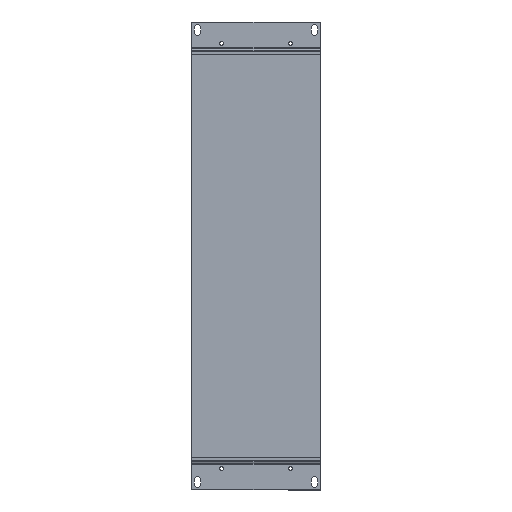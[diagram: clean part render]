
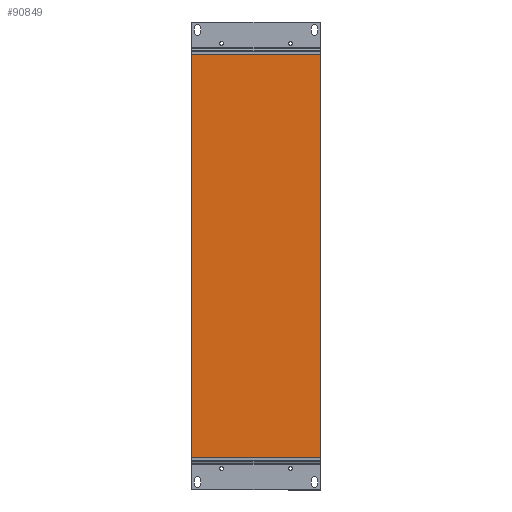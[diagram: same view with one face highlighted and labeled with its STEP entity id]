
A CAD part, left-side view. The second image highlights one B-rep face of the part: STEP entity #90849.
In plain terms, the highlighted planar face has unit normal (-1, 0, 0).
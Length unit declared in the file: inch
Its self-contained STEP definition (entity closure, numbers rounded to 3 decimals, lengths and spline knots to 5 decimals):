
#539 = VECTOR ( 'NONE', #28367, 39.37008 ) ;
#2170 = DIRECTION ( 'NONE',  ( 0., 0., -1. ) ) ;
#4187 = ORIENTED_EDGE ( 'NONE', *, *, #48918, .T. ) ;
#4911 = ORIENTED_EDGE ( 'NONE', *, *, #73857, .T. ) ;
#4941 = CARTESIAN_POINT ( 'NONE',  ( 0., 2.61, 8.1752 ) ) ;
#7779 = EDGE_CURVE ( 'NONE', #99478, #113857, #93083, .T. ) ;
#10347 = ORIENTED_EDGE ( 'NONE', *, *, #7779, .T. ) ;
#20379 = AXIS2_PLACEMENT_3D ( 'NONE', #83545, #29446, #27123 ) ;
#20585 = EDGE_CURVE ( 'NONE', #51230, #99478, #90283, .T. ) ;
#24732 = VECTOR ( 'NONE', #75177, 39.37008 ) ;
#26234 = EDGE_LOOP ( 'NONE', ( #10347, #4187, #4911, #70912 ) ) ;
#27123 = DIRECTION ( 'NONE',  ( 0., 0., -1. ) ) ;
#28367 = DIRECTION ( 'NONE',  ( 0., -1., 0. ) ) ;
#29056 = CARTESIAN_POINT ( 'NONE',  ( 0., 2.61, 8.1752 ) ) ;
#29446 = DIRECTION ( 'NONE',  ( -1., 0., 0. ) ) ;
#38123 = VECTOR ( 'NONE', #88170, 39.37008 ) ;
#47808 = LINE ( 'NONE', #56737, #24732 ) ;
#48918 = EDGE_CURVE ( 'NONE', #113857, #113009, #47808, .T. ) ;
#51230 = VERTEX_POINT ( 'NONE', #29056 ) ;
#56737 = CARTESIAN_POINT ( 'NONE',  ( 0., -2.61, 0. ) ) ;
#62828 = FACE_OUTER_BOUND ( 'NONE', #26234, .T. ) ;
#63084 = CARTESIAN_POINT ( 'NONE',  ( 0., -2.61, 8.1752 ) ) ;
#68524 = CARTESIAN_POINT ( 'NONE',  ( 0., -2.61, -8.1752 ) ) ;
#70912 = ORIENTED_EDGE ( 'NONE', *, *, #20585, .T. ) ;
#73638 = CARTESIAN_POINT ( 'NONE',  ( 0., 2.61, -8.1752 ) ) ;
#73857 = EDGE_CURVE ( 'NONE', #113009, #51230, #95850, .T. ) ;
#75177 = DIRECTION ( 'NONE',  ( 0., 0., 1. ) ) ;
#81365 = CARTESIAN_POINT ( 'NONE',  ( 0., 2.61, 0. ) ) ;
#83545 = CARTESIAN_POINT ( 'NONE',  ( 0., 2.61, 0. ) ) ;
#86801 = VECTOR ( 'NONE', #2170, 39.37008 ) ;
#88170 = DIRECTION ( 'NONE',  ( 0., 1., 0. ) ) ;
#88990 = PLANE ( 'NONE',  #20379 ) ;
#90283 = LINE ( 'NONE', #81365, #86801 ) ;
#90849 = ADVANCED_FACE ( 'NONE', ( #62828 ), #88990, .T. ) ;
#92449 = CARTESIAN_POINT ( 'NONE',  ( 0., 2.61, -8.1752 ) ) ;
#93083 = LINE ( 'NONE', #73638, #539 ) ;
#95850 = LINE ( 'NONE', #4941, #38123 ) ;
#99478 = VERTEX_POINT ( 'NONE', #92449 ) ;
#113009 = VERTEX_POINT ( 'NONE', #63084 ) ;
#113857 = VERTEX_POINT ( 'NONE', #68524 ) ;
